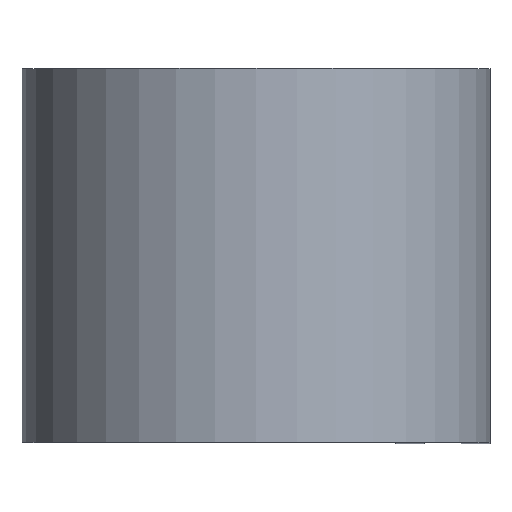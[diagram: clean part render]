
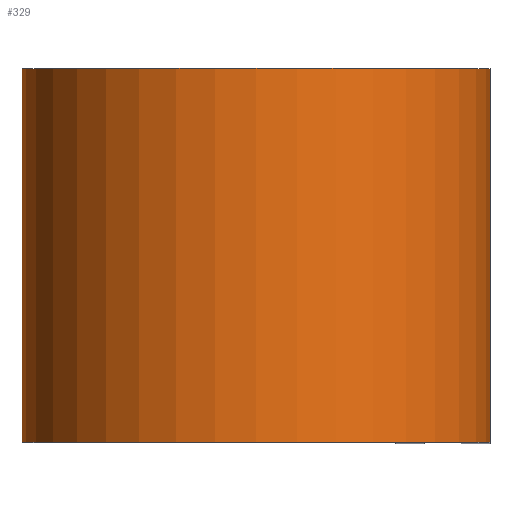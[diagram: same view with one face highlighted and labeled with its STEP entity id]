
A CAD part, top view. The second image highlights one B-rep face of the part: STEP entity #329.
In plain terms, the highlighted cylindrical face has radius 9.944 mm (diameter 19.888 mm), a partial arc.
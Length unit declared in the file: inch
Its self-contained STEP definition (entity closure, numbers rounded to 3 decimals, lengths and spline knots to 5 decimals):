
#20 = DIRECTION ( 'NONE',  ( 0., 0., -1. ) ) ;
#55 = ORIENTED_EDGE ( 'NONE', *, *, #177, .F. ) ;
#57 = DIRECTION ( 'NONE',  ( 0., -1., 0. ) ) ;
#107 = VECTOR ( 'NONE', #734, 39.37008 ) ;
#112 = LINE ( 'NONE', #688, #107 ) ;
#135 = CARTESIAN_POINT ( 'NONE',  ( 0., 0.3125, 0. ) ) ;
#145 = CYLINDRICAL_SURFACE ( 'NONE', #607, 0.3915 ) ;
#177 = EDGE_CURVE ( 'NONE', #512, #179, #259, .T. ) ;
#179 = VERTEX_POINT ( 'NONE', #383 ) ;
#189 = DIRECTION ( 'NONE',  ( 0., -1., 0. ) ) ;
#192 = DIRECTION ( 'NONE',  ( 1., 0., 0. ) ) ;
#193 = CARTESIAN_POINT ( 'NONE',  ( 0.3915, -0.3125, 0. ) ) ;
#212 = CIRCLE ( 'NONE', #275, 0.3915 ) ;
#255 = CARTESIAN_POINT ( 'NONE',  ( 0., 0.3125, -0.3915 ) ) ;
#259 = CIRCLE ( 'NONE', #297, 0.3915 ) ;
#266 = CARTESIAN_POINT ( 'NONE',  ( 0.3915, 0.3125, 0. ) ) ;
#275 = AXIS2_PLACEMENT_3D ( 'NONE', #618, #621, #643 ) ;
#292 = FACE_OUTER_BOUND ( 'NONE', #348, .T. ) ;
#296 = VERTEX_POINT ( 'NONE', #193 ) ;
#297 = AXIS2_PLACEMENT_3D ( 'NONE', #135, #541, #192 ) ;
#328 = ORIENTED_EDGE ( 'NONE', *, *, #529, .F. ) ;
#329 = ADVANCED_FACE ( 'NONE', ( #292 ), #145, .T. ) ;
#348 = EDGE_LOOP ( 'NONE', ( #408, #328, #55, #472 ) ) ;
#350 = EDGE_CURVE ( 'NONE', #512, #360, #112, .T. ) ;
#360 = VERTEX_POINT ( 'NONE', #685 ) ;
#383 = CARTESIAN_POINT ( 'NONE',  ( 0.3915, 0.3125, 0. ) ) ;
#408 = ORIENTED_EDGE ( 'NONE', *, *, #617, .T. ) ;
#413 = CARTESIAN_POINT ( 'NONE',  ( 0., 0.3125, 0. ) ) ;
#472 = ORIENTED_EDGE ( 'NONE', *, *, #350, .T. ) ;
#512 = VERTEX_POINT ( 'NONE', #255 ) ;
#529 = EDGE_CURVE ( 'NONE', #179, #296, #586, .T. ) ;
#541 = DIRECTION ( 'NONE',  ( 0., 1., 0. ) ) ;
#586 = LINE ( 'NONE', #266, #601 ) ;
#601 = VECTOR ( 'NONE', #189, 39.37008 ) ;
#607 = AXIS2_PLACEMENT_3D ( 'NONE', #413, #57, #20 ) ;
#617 = EDGE_CURVE ( 'NONE', #360, #296, #212, .T. ) ;
#618 = CARTESIAN_POINT ( 'NONE',  ( 0., -0.3125, 0. ) ) ;
#621 = DIRECTION ( 'NONE',  ( 0., 1., 0. ) ) ;
#643 = DIRECTION ( 'NONE',  ( 1., 0., 0. ) ) ;
#685 = CARTESIAN_POINT ( 'NONE',  ( 0., -0.3125, -0.3915 ) ) ;
#688 = CARTESIAN_POINT ( 'NONE',  ( 0., 0.3125, -0.3915 ) ) ;
#734 = DIRECTION ( 'NONE',  ( 0., -1., 0. ) ) ;
